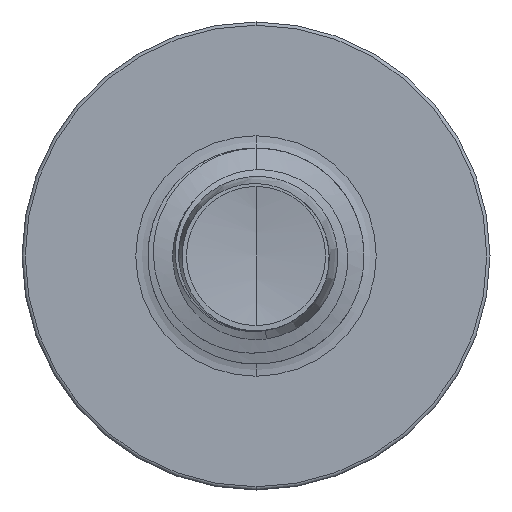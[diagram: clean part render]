
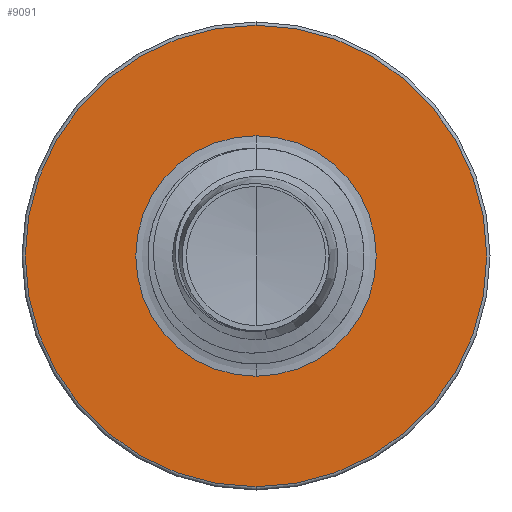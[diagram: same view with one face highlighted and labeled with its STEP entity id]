
A CAD part, front view. The second image highlights one B-rep face of the part: STEP entity #9091.
In plain terms, the highlighted planar face has unit normal (0, -1, 0).
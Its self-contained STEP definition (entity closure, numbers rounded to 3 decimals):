
#134 = DIRECTION ( 'NONE',  ( 0., 0., 1. ) ) ;
#151 = DIRECTION ( 'NONE',  ( 0., 1., 0. ) ) ;
#154 = CARTESIAN_POINT ( 'NONE',  ( 0., 3., 0. ) ) ;
#367 = ORIENTED_EDGE ( 'NONE', *, *, #8113, .F. ) ;
#417 = AXIS2_PLACEMENT_3D ( 'NONE', #5046, #5028, #5015 ) ;
#440 = EDGE_LOOP ( 'NONE', ( #938, #1192 ) ) ;
#498 = AXIS2_PLACEMENT_3D ( 'NONE', #8589, #8572, #8566 ) ;
#798 = ORIENTED_EDGE ( 'NONE', *, *, #9279, .F. ) ;
#938 = ORIENTED_EDGE ( 'NONE', *, *, #9255, .T. ) ;
#1192 = ORIENTED_EDGE ( 'NONE', *, *, #8952, .T. ) ;
#1539 = CIRCLE ( 'NONE', #7112, 1.67 ) ;
#1816 = VERTEX_POINT ( 'NONE', #8742 ) ;
#1938 = VERTEX_POINT ( 'NONE', #8720 ) ;
#1975 = AXIS2_PLACEMENT_3D ( 'NONE', #7335, #9719, #6209 ) ;
#2320 = AXIS2_PLACEMENT_3D ( 'NONE', #4854, #4837, #4810 ) ;
#2429 = CIRCLE ( 'NONE', #2320, 1.67 ) ;
#4810 = DIRECTION ( 'NONE',  ( 0., 0., 1. ) ) ;
#4837 = DIRECTION ( 'NONE',  ( 0., 1., 0. ) ) ;
#4854 = CARTESIAN_POINT ( 'NONE',  ( 0., 3., 0. ) ) ;
#5015 = DIRECTION ( 'NONE',  ( 0., 0., 1. ) ) ;
#5028 = DIRECTION ( 'NONE',  ( 0., 1., 0. ) ) ;
#5046 = CARTESIAN_POINT ( 'NONE',  ( 0., 3., 0. ) ) ;
#5556 = FACE_OUTER_BOUND ( 'NONE', #5691, .T. ) ;
#5587 = VERTEX_POINT ( 'NONE', #9343 ) ;
#5691 = EDGE_LOOP ( 'NONE', ( #367, #798 ) ) ;
#5763 = FACE_BOUND ( 'NONE', #440, .T. ) ;
#6209 = DIRECTION ( 'NONE',  ( 0., 0., 1. ) ) ;
#6832 = CARTESIAN_POINT ( 'NONE',  ( 0., 3., -1.67 ) ) ;
#7112 = AXIS2_PLACEMENT_3D ( 'NONE', #154, #151, #134 ) ;
#7335 = CARTESIAN_POINT ( 'NONE',  ( 0., 3., 0. ) ) ;
#7478 = VERTEX_POINT ( 'NONE', #6832 ) ;
#7487 = CIRCLE ( 'NONE', #1975, 3.205 ) ;
#8113 = EDGE_CURVE ( 'NONE', #5587, #1816, #7487, .T. ) ;
#8566 = DIRECTION ( 'NONE',  ( 0., 0., 1. ) ) ;
#8572 = DIRECTION ( 'NONE',  ( 0., 1., 0. ) ) ;
#8589 = CARTESIAN_POINT ( 'NONE',  ( 0., 3., -1.67 ) ) ;
#8720 = CARTESIAN_POINT ( 'NONE',  ( 0., 3., 1.67 ) ) ;
#8742 = CARTESIAN_POINT ( 'NONE',  ( 0., 3., -3.205 ) ) ;
#8952 = EDGE_CURVE ( 'NONE', #7478, #1938, #1539, .T. ) ;
#9091 = ADVANCED_FACE ( 'NONE', ( #5556, #5763 ), #9988, .F. ) ;
#9255 = EDGE_CURVE ( 'NONE', #1938, #7478, #2429, .T. ) ;
#9279 = EDGE_CURVE ( 'NONE', #1816, #5587, #9494, .T. ) ;
#9343 = CARTESIAN_POINT ( 'NONE',  ( 0., 3., 3.205 ) ) ;
#9494 = CIRCLE ( 'NONE', #417, 3.205 ) ;
#9719 = DIRECTION ( 'NONE',  ( 0., 1., 0. ) ) ;
#9988 = PLANE ( 'NONE',  #498 ) ;
